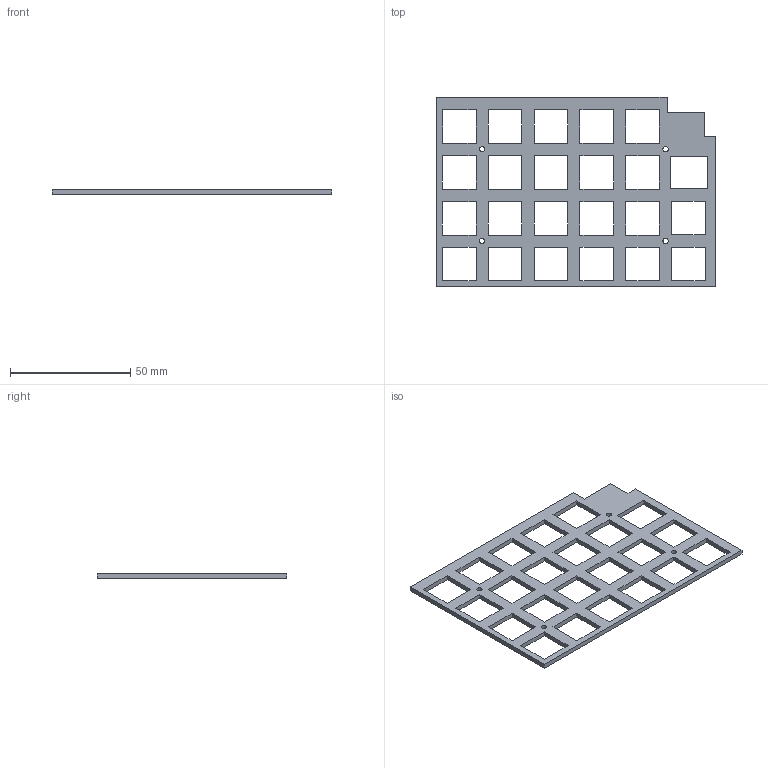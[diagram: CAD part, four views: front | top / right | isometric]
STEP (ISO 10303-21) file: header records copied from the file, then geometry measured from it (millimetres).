
FILE_DESCRIPTION(('HOOPS Exchange Step'),'2;1');
FILE_NAME('temp_export','2025-06-07T22:51:11+09:00',('chuns'),('Shapr3D Limited'),'HOOPS Exchange 2024.8','Shapr3D','Authorized');
FILE_SCHEMA( ('AP242_MANAGED_MODEL_BASED_3D_ENGINEERING_MIM_LF {1 0 10303 442 1 1 4}') );
Length unit declared in the file: millimetre
Products named in the file (3): switchplate; left; root
Assembly tree (2 placements, depth 3):
  root
    left
      switchplate
Bounding box: 116.3 x 78.93 x 2 mm (x, y, z)
Volume: 8937.1 mm3; surface area: 12352.3 mm2
Topology: 1 solids, 1 shells, 106 faces, 320 edges, 216 vertices
Faces by surface type: plane 102, cylinder 4
Full cylindrical faces by diameter (mm): 2.2 x4
Entity records: 3738 total; most frequent: CARTESIAN_POINT 648, ORIENTED_EDGE 640, DIRECTION 560, EDGE_CURVE 320, VECTOR 304, LINE 304, VERTEX_POINT 216, EDGE_LOOP 160
